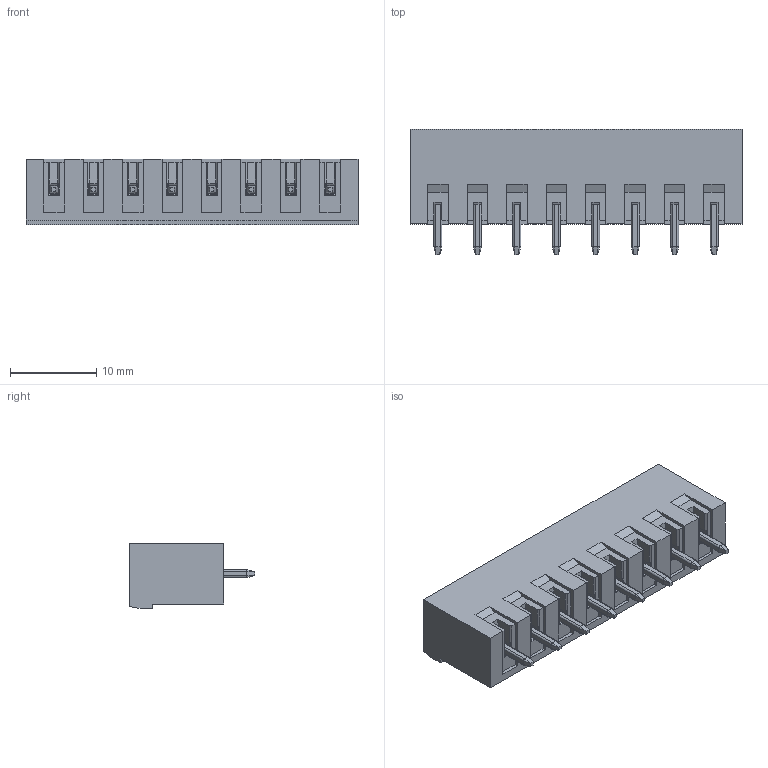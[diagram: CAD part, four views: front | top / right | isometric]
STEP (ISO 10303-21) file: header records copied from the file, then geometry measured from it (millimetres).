
FILE_DESCRIPTION( ('This file contains a STEP AP42 implementation' ,'as created by ZW3D STEP Interface translator.') ,'2;1' );
FILE_NAME( 'PM500-1S08ASM1.stp' ,'231127.174017', (''), ('ZWCAD Software Co.'), 'Version 1.0', 'ZW3D to STEP translator', '' );
FILE_SCHEMA(('AUTOMOTIVE_DESIGN { 1 0 10303 214 1 1 1 1 }'));
Length unit declared in the file: millimetre
Products named in the file (2): 0; PM500-1S08ASM1
Bounding box: 38.53 x 14.56 x 7.6 mm (x, y, z)
Volume: 1272.6 mm3; surface area: 3228.5 mm2
Topology: 9 solids, 9 shells, 1072 faces, 2851 edges, 1772 vertices
Faces by surface type: plane 682, bspline 305, cylinder 70, cone 15
Full cylindrical faces by diameter (mm): 0.514 x1, 1.099 x1
Entity records: 46369 total; most frequent: CARTESIAN_POINT 24916, ORIENTED_EDGE 5638, EDGE_CURVE 2819, B_SPLINE_CURVE_WITH_KNOTS 2294, DIRECTION 2026, VERTEX_POINT 1772, EDGE_LOOP 1095, FACE_OUTER_BOUND 1072
